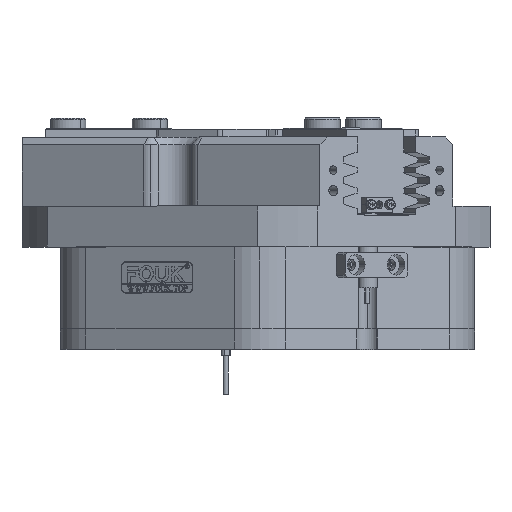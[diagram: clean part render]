
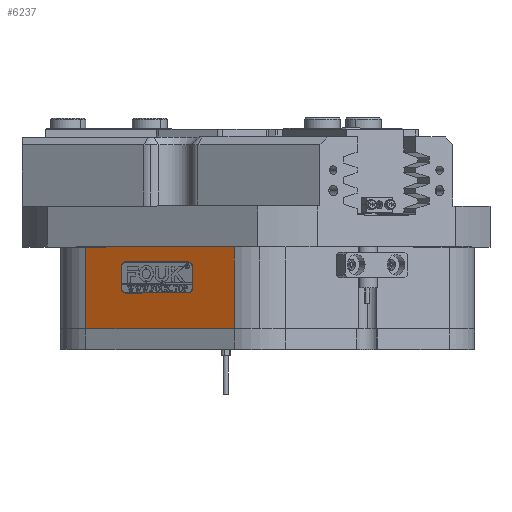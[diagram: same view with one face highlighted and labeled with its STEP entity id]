
A CAD part, top view. The second image highlights one B-rep face of the part: STEP entity #6237.
In plain terms, the highlighted planar face has unit normal (-0.5, 0, 0.866).
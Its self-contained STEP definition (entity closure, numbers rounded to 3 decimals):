
#3 = EDGE_CURVE ( 'NONE', #13295, #3670, #5667, .T. ) ;
#513 = LINE ( 'NONE', #24883, #9236 ) ;
#1125 = CARTESIAN_POINT ( 'NONE',  ( -30.175, 14., 77.264 ) ) ;
#1787 = VECTOR ( 'NONE', #36499, 1000. ) ;
#2006 = DIRECTION ( 'NONE',  ( 0.5, 0., -0.866 ) ) ;
#2105 = VERTEX_POINT ( 'NONE', #36537 ) ;
#2122 = DIRECTION ( 'NONE',  ( 0., 1., 0. ) ) ;
#2142 = CARTESIAN_POINT ( 'NONE',  ( -54.423, 24.1, 63.264 ) ) ;
#2642 = EDGE_CURVE ( 'NONE', #9251, #2105, #14201, .T. ) ;
#3002 = ORIENTED_EDGE ( 'NONE', *, *, #28133, .T. ) ;
#3125 = DIRECTION ( 'NONE',  ( 0., 1., 0. ) ) ;
#3474 = CARTESIAN_POINT ( 'NONE',  ( -54.423, 14., 63.264 ) ) ;
#3670 = VERTEX_POINT ( 'NONE', #20283 ) ;
#3823 = AXIS2_PLACEMENT_3D ( 'NONE', #7908, #10764, #11051 ) ;
#4701 = CARTESIAN_POINT ( 'NONE',  ( -28.356, 24.1, 78.314 ) ) ;
#4973 = ORIENTED_EDGE ( 'NONE', *, *, #25934, .T. ) ;
#4978 = EDGE_CURVE ( 'NONE', #15495, #13295, #14048, .T. ) ;
#5151 = DIRECTION ( 'NONE',  ( 0.5, 0., -0.866 ) ) ;
#5166 = DIRECTION ( 'NONE',  ( -0.866, 0., -0.5 ) ) ;
#5667 = CIRCLE ( 'NONE', #38599, 2.1 ) ;
#5828 = VECTOR ( 'NONE', #18482, 1000. ) ;
#6237 = ADVANCED_FACE ( 'NONE', ( #13674, #8579 ), #35973, .T. ) ;
#7908 = CARTESIAN_POINT ( 'NONE',  ( 82., 75., 142.028 ) ) ;
#8005 = CARTESIAN_POINT ( 'NONE',  ( -56.242, 24.1, 62.214 ) ) ;
#8392 = CARTESIAN_POINT ( 'NONE',  ( -30.175, 26.2, 77.264 ) ) ;
#8410 = CARTESIAN_POINT ( 'NONE',  ( -12., 0., 87.757 ) ) ;
#8579 = FACE_BOUND ( 'NONE', #10277, .T. ) ;
#9236 = VECTOR ( 'NONE', #40812, 1000. ) ;
#9251 = VERTEX_POINT ( 'NONE', #8410 ) ;
#9514 = EDGE_CURVE ( 'NONE', #33700, #12993, #26208, .T. ) ;
#9953 = VECTOR ( 'NONE', #12550, 1000. ) ;
#10235 = DIRECTION ( 'NONE',  ( 0.5, 0., -0.866 ) ) ;
#10277 = EDGE_LOOP ( 'NONE', ( #17439, #3002, #20617, #16129, #4973, #32582, #40232, #20202 ) ) ;
#10505 = LINE ( 'NONE', #41338, #9953 ) ;
#10764 = DIRECTION ( 'NONE',  ( -0.5, 0., 0.866 ) ) ;
#11051 = DIRECTION ( 'NONE',  ( 0.866, 0., 0.5 ) ) ;
#11112 = ORIENTED_EDGE ( 'NONE', *, *, #2642, .T. ) ;
#11268 = CARTESIAN_POINT ( 'NONE',  ( -28.356, 16.1, 78.314 ) ) ;
#12380 = CARTESIAN_POINT ( 'NONE',  ( -30.175, 14., 77.264 ) ) ;
#12550 = DIRECTION ( 'NONE',  ( 0.866, 0., 0.5 ) ) ;
#12993 = VERTEX_POINT ( 'NONE', #4701 ) ;
#13295 = VERTEX_POINT ( 'NONE', #3474 ) ;
#13506 = LINE ( 'NONE', #37685, #5828 ) ;
#13674 = FACE_OUTER_BOUND ( 'NONE', #17716, .T. ) ;
#13786 = CARTESIAN_POINT ( 'NONE',  ( -30.175, 24.1, 77.264 ) ) ;
#14048 = LINE ( 'NONE', #1125, #1787 ) ;
#14162 = DIRECTION ( 'NONE',  ( 0.5, 0., -0.866 ) ) ;
#14201 = LINE ( 'NONE', #29158, #22921 ) ;
#15495 = VERTEX_POINT ( 'NONE', #12380 ) ;
#16077 = AXIS2_PLACEMENT_3D ( 'NONE', #28050, #2006, #5166 ) ;
#16129 = ORIENTED_EDGE ( 'NONE', *, *, #3, .T. ) ;
#16376 = EDGE_CURVE ( 'NONE', #36293, #33404, #41604, .T. ) ;
#16759 = EDGE_CURVE ( 'NONE', #20792, #33700, #10505, .T. ) ;
#17439 = ORIENTED_EDGE ( 'NONE', *, *, #38198, .T. ) ;
#17716 = EDGE_LOOP ( 'NONE', ( #19839, #19099, #31729, #11112 ) ) ;
#18331 = CARTESIAN_POINT ( 'NONE',  ( -41., 32., 71.014 ) ) ;
#18482 = DIRECTION ( 'NONE',  ( 0., -1., 0. ) ) ;
#19099 = ORIENTED_EDGE ( 'NONE', *, *, #16376, .T. ) ;
#19839 = ORIENTED_EDGE ( 'NONE', *, *, #38134, .F. ) ;
#20202 = ORIENTED_EDGE ( 'NONE', *, *, #9514, .T. ) ;
#20283 = CARTESIAN_POINT ( 'NONE',  ( -56.242, 16.1, 62.214 ) ) ;
#20617 = ORIENTED_EDGE ( 'NONE', *, *, #4978, .T. ) ;
#20792 = VERTEX_POINT ( 'NONE', #39057 ) ;
#21515 = VERTEX_POINT ( 'NONE', #23331 ) ;
#21652 = CIRCLE ( 'NONE', #16077, 2.1 ) ;
#22921 = VECTOR ( 'NONE', #3125, 1000. ) ;
#23331 = CARTESIAN_POINT ( 'NONE',  ( -56.242, 24.1, 62.214 ) ) ;
#24852 = DIRECTION ( 'NONE',  ( -0.866, 0., -0.5 ) ) ;
#24883 = CARTESIAN_POINT ( 'NONE',  ( 82., 0., 142.028 ) ) ;
#25380 = VECTOR ( 'NONE', #2122, 1000. ) ;
#25773 = VECTOR ( 'NONE', #41232, 1000. ) ;
#25934 = EDGE_CURVE ( 'NONE', #3670, #21515, #32013, .T. ) ;
#26208 = CIRCLE ( 'NONE', #31303, 2.1 ) ;
#26415 = CARTESIAN_POINT ( 'NONE',  ( -70., 0., 54.271 ) ) ;
#26818 = DIRECTION ( 'NONE',  ( 0.866, 0., 0.5 ) ) ;
#27211 = CARTESIAN_POINT ( 'NONE',  ( -54.423, 16.1, 63.264 ) ) ;
#28050 = CARTESIAN_POINT ( 'NONE',  ( -30.175, 16.1, 77.264 ) ) ;
#28133 = EDGE_CURVE ( 'NONE', #34489, #15495, #21652, .T. ) ;
#29158 = CARTESIAN_POINT ( 'NONE',  ( -12., 75., 87.757 ) ) ;
#31303 = AXIS2_PLACEMENT_3D ( 'NONE', #13786, #10235, #26818 ) ;
#31729 = ORIENTED_EDGE ( 'NONE', *, *, #41835, .F. ) ;
#31912 = DIRECTION ( 'NONE',  ( 0., -1., 0. ) ) ;
#32013 = LINE ( 'NONE', #8005, #25380 ) ;
#32390 = LINE ( 'NONE', #18331, #25773 ) ;
#32582 = ORIENTED_EDGE ( 'NONE', *, *, #35526, .T. ) ;
#33404 = VERTEX_POINT ( 'NONE', #26415 ) ;
#33700 = VERTEX_POINT ( 'NONE', #8392 ) ;
#34131 = DIRECTION ( 'NONE',  ( -0.866, 0., -0.5 ) ) ;
#34489 = VERTEX_POINT ( 'NONE', #11268 ) ;
#34985 = VECTOR ( 'NONE', #31912, 1000. ) ;
#35526 = EDGE_CURVE ( 'NONE', #21515, #20792, #36582, .T. ) ;
#35973 = PLANE ( 'NONE',  #3823 ) ;
#36293 = VERTEX_POINT ( 'NONE', #40006 ) ;
#36499 = DIRECTION ( 'NONE',  ( -0.866, 0., -0.5 ) ) ;
#36537 = CARTESIAN_POINT ( 'NONE',  ( -12., 32., 87.757 ) ) ;
#36582 = CIRCLE ( 'NONE', #37785, 2.1 ) ;
#37685 = CARTESIAN_POINT ( 'NONE',  ( -28.356, 24.1, 78.314 ) ) ;
#37785 = AXIS2_PLACEMENT_3D ( 'NONE', #2142, #5151, #24852 ) ;
#38134 = EDGE_CURVE ( 'NONE', #36293, #2105, #32390, .T. ) ;
#38198 = EDGE_CURVE ( 'NONE', #12993, #34489, #13506, .T. ) ;
#38287 = CARTESIAN_POINT ( 'NONE',  ( -70., 75., 54.271 ) ) ;
#38599 = AXIS2_PLACEMENT_3D ( 'NONE', #27211, #14162, #34131 ) ;
#39057 = CARTESIAN_POINT ( 'NONE',  ( -54.423, 26.2, 63.264 ) ) ;
#40006 = CARTESIAN_POINT ( 'NONE',  ( -70., 32., 54.271 ) ) ;
#40232 = ORIENTED_EDGE ( 'NONE', *, *, #16759, .T. ) ;
#40812 = DIRECTION ( 'NONE',  ( -0.866, 0., -0.5 ) ) ;
#41232 = DIRECTION ( 'NONE',  ( 0.866, 0., 0.5 ) ) ;
#41338 = CARTESIAN_POINT ( 'NONE',  ( -30.175, 26.2, 77.264 ) ) ;
#41604 = LINE ( 'NONE', #38287, #34985 ) ;
#41835 = EDGE_CURVE ( 'NONE', #9251, #33404, #513, .T. ) ;
